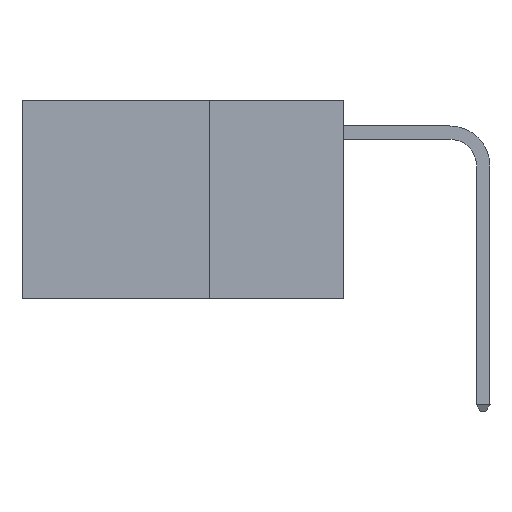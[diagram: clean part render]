
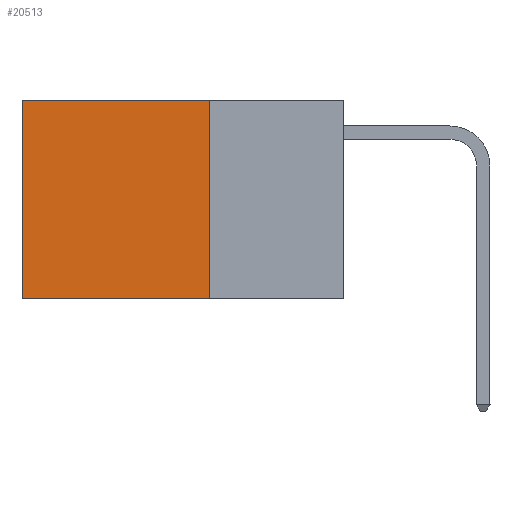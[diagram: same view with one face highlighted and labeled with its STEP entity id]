
A CAD part, left-side view. The second image highlights one B-rep face of the part: STEP entity #20513.
In plain terms, the highlighted planar face has unit normal (-1, 0, 0).
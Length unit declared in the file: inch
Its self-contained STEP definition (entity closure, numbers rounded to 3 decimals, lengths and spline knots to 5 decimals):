
#3274 = ORIENTED_EDGE ( 'NONE', *, *, #25473, .F. ) ;
#3405 = VECTOR ( 'NONE', #25625, 39.37008 ) ;
#3513 = VECTOR ( 'NONE', #13438, 39.37008 ) ;
#4039 = DIRECTION ( 'NONE',  ( 1., 0., 0. ) ) ;
#4327 = ORIENTED_EDGE ( 'NONE', *, *, #4454, .F. ) ;
#4454 = EDGE_CURVE ( 'NONE', #24616, #20994, #22476, .T. ) ;
#5932 = VECTOR ( 'NONE', #18680, 39.37008 ) ;
#6052 = VECTOR ( 'NONE', #16939, 39.37008 ) ;
#7879 = CARTESIAN_POINT ( 'NONE',  ( 0.2625, 0.25, 0. ) ) ;
#8507 = CARTESIAN_POINT ( 'NONE',  ( 0.2625, 0.25, -0.37 ) ) ;
#8868 = ORIENTED_EDGE ( 'NONE', *, *, #13190, .T. ) ;
#13190 = EDGE_CURVE ( 'NONE', #17843, #20994, #17813, .T. ) ;
#13438 = DIRECTION ( 'NONE',  ( 0., 0., -1. ) ) ;
#14036 = FACE_OUTER_BOUND ( 'NONE', #15397, .T. ) ;
#14180 = PLANE ( 'NONE',  #14653 ) ;
#14653 = AXIS2_PLACEMENT_3D ( 'NONE', #18419, #4039, #16361 ) ;
#14957 = CARTESIAN_POINT ( 'NONE',  ( 0.2625, 0.25, -0.37 ) ) ;
#15397 = EDGE_LOOP ( 'NONE', ( #8868, #4327, #3274, #23794 ) ) ;
#16361 = DIRECTION ( 'NONE',  ( 0., 0., -1. ) ) ;
#16939 = DIRECTION ( 'NONE',  ( 0., 0., -1. ) ) ;
#17548 = VERTEX_POINT ( 'NONE', #7879 ) ;
#17813 = LINE ( 'NONE', #19993, #3513 ) ;
#17843 = VERTEX_POINT ( 'NONE', #26780 ) ;
#18419 = CARTESIAN_POINT ( 'NONE',  ( 0.2625, 0.25, 0. ) ) ;
#18680 = DIRECTION ( 'NONE',  ( 0., 1., 0. ) ) ;
#19993 = CARTESIAN_POINT ( 'NONE',  ( 0.2625, 0.6, 0. ) ) ;
#20482 = EDGE_CURVE ( 'NONE', #17548, #17843, #26929, .T. ) ;
#20513 = ADVANCED_FACE ( 'NONE', ( #14036 ), #14180, .F. ) ;
#20994 = VERTEX_POINT ( 'NONE', #24403 ) ;
#22476 = LINE ( 'NONE', #8507, #3405 ) ;
#23658 = LINE ( 'NONE', #25705, #6052 ) ;
#23794 = ORIENTED_EDGE ( 'NONE', *, *, #20482, .T. ) ;
#24403 = CARTESIAN_POINT ( 'NONE',  ( 0.2625, 0.6, -0.37 ) ) ;
#24437 = CARTESIAN_POINT ( 'NONE',  ( 0.2625, 0.25, 0. ) ) ;
#24616 = VERTEX_POINT ( 'NONE', #14957 ) ;
#25473 = EDGE_CURVE ( 'NONE', #17548, #24616, #23658, .T. ) ;
#25625 = DIRECTION ( 'NONE',  ( 0., 1., 0. ) ) ;
#25705 = CARTESIAN_POINT ( 'NONE',  ( 0.2625, 0.25, 0. ) ) ;
#26780 = CARTESIAN_POINT ( 'NONE',  ( 0.2625, 0.6, 0. ) ) ;
#26929 = LINE ( 'NONE', #24437, #5932 ) ;
